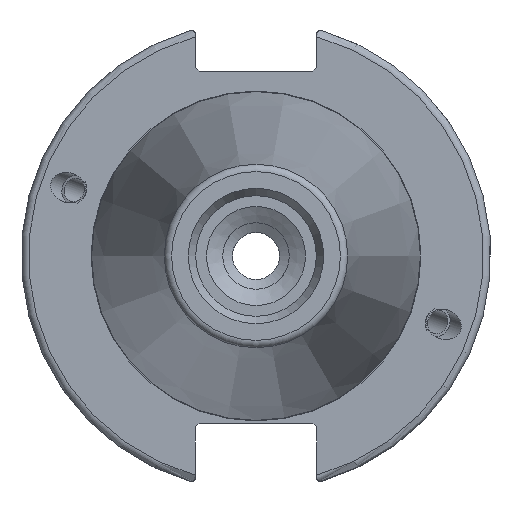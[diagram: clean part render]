
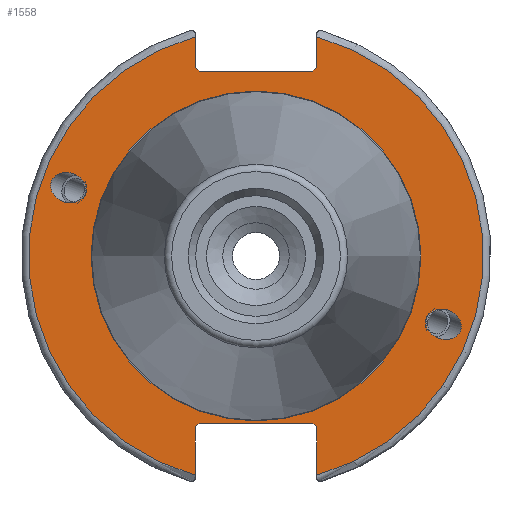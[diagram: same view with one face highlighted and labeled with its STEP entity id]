
A CAD part, left-side view. The second image highlights one B-rep face of the part: STEP entity #1558.
In plain terms, the highlighted planar face has unit normal (-1, 0, 0).
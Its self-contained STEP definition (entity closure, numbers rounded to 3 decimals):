
#39=ELLIPSE('',#1689,2.442,2.);
#48=ELLIPSE('',#1732,2.442,2.);
#144=LINE('',#2833,#238);
#145=LINE('',#2835,#239);
#146=LINE('',#2837,#240);
#147=LINE('',#2839,#241);
#148=LINE('',#2841,#242);
#149=LINE('',#2845,#243);
#150=LINE('',#2847,#244);
#151=LINE('',#2849,#245);
#152=LINE('',#2851,#246);
#153=LINE('',#2852,#247);
#238=VECTOR('',#2085,10.);
#239=VECTOR('',#2086,10.);
#240=VECTOR('',#2087,10.);
#241=VECTOR('',#2088,10.);
#242=VECTOR('',#2089,10.);
#243=VECTOR('',#2092,10.);
#244=VECTOR('',#2093,10.);
#245=VECTOR('',#2094,10.);
#246=VECTOR('',#2095,10.);
#247=VECTOR('',#2096,10.);
#323=FACE_BOUND('',#504,.T.);
#324=FACE_BOUND('',#505,.T.);
#325=FACE_BOUND('',#506,.T.);
#339=PLANE('',#1738);
#406=FACE_OUTER_BOUND('',#503,.T.);
#503=EDGE_LOOP('',(#1267,#1268,#1269,#1270,#1271,#1272,#1273,#1274,#1275,
#1276,#1277,#1278));
#504=EDGE_LOOP('',(#1279));
#505=EDGE_LOOP('',(#1280));
#506=EDGE_LOOP('',(#1281));
#604=CIRCLE('',#1736,22.3);
#606=CIRCLE('',#1739,30.75);
#607=CIRCLE('',#1740,30.75);
#692=VERTEX_POINT('',#2634);
#732=VERTEX_POINT('',#2817);
#735=VERTEX_POINT('',#2824);
#736=VERTEX_POINT('',#2829);
#737=VERTEX_POINT('',#2830);
#738=VERTEX_POINT('',#2832);
#739=VERTEX_POINT('',#2834);
#740=VERTEX_POINT('',#2836);
#741=VERTEX_POINT('',#2838);
#742=VERTEX_POINT('',#2840);
#743=VERTEX_POINT('',#2842);
#744=VERTEX_POINT('',#2844);
#745=VERTEX_POINT('',#2846);
#746=VERTEX_POINT('',#2848);
#747=VERTEX_POINT('',#2850);
#871=EDGE_CURVE('',#692,#692,#39,.T.);
#927=EDGE_CURVE('',#732,#732,#48,.T.);
#930=EDGE_CURVE('',#735,#735,#604,.T.);
#932=EDGE_CURVE('',#736,#737,#606,.T.);
#933=EDGE_CURVE('',#736,#738,#144,.T.);
#934=EDGE_CURVE('',#739,#738,#145,.T.);
#935=EDGE_CURVE('',#739,#740,#146,.T.);
#936=EDGE_CURVE('',#741,#740,#147,.T.);
#937=EDGE_CURVE('',#741,#742,#148,.T.);
#938=EDGE_CURVE('',#743,#742,#607,.T.);
#939=EDGE_CURVE('',#743,#744,#149,.T.);
#940=EDGE_CURVE('',#745,#744,#150,.T.);
#941=EDGE_CURVE('',#745,#746,#151,.T.);
#942=EDGE_CURVE('',#747,#746,#152,.T.);
#943=EDGE_CURVE('',#747,#737,#153,.T.);
#1267=ORIENTED_EDGE('',*,*,#932,.F.);
#1268=ORIENTED_EDGE('',*,*,#933,.T.);
#1269=ORIENTED_EDGE('',*,*,#934,.F.);
#1270=ORIENTED_EDGE('',*,*,#935,.T.);
#1271=ORIENTED_EDGE('',*,*,#936,.F.);
#1272=ORIENTED_EDGE('',*,*,#937,.T.);
#1273=ORIENTED_EDGE('',*,*,#938,.F.);
#1274=ORIENTED_EDGE('',*,*,#939,.T.);
#1275=ORIENTED_EDGE('',*,*,#940,.F.);
#1276=ORIENTED_EDGE('',*,*,#941,.T.);
#1277=ORIENTED_EDGE('',*,*,#942,.F.);
#1278=ORIENTED_EDGE('',*,*,#943,.T.);
#1279=ORIENTED_EDGE('',*,*,#871,.T.);
#1280=ORIENTED_EDGE('',*,*,#927,.T.);
#1281=ORIENTED_EDGE('',*,*,#930,.F.);
#1558=ADVANCED_FACE('',(#406,#323,#324,#325),#339,.T.);
#1689=AXIS2_PLACEMENT_3D('',#2636,#1966,#1967);
#1732=AXIS2_PLACEMENT_3D('',#2819,#2069,#2070);
#1736=AXIS2_PLACEMENT_3D('',#2826,#2077,#2078);
#1738=AXIS2_PLACEMENT_3D('',#2828,#2081,#2082);
#1739=AXIS2_PLACEMENT_3D('',#2831,#2083,#2084);
#1740=AXIS2_PLACEMENT_3D('',#2843,#2090,#2091);
#1966=DIRECTION('center_axis',(1.,0.,0.));
#1967=DIRECTION('ref_axis',(0.,-0.94,-0.342));
#2069=DIRECTION('center_axis',(1.,0.,0.));
#2070=DIRECTION('ref_axis',(0.,0.94,0.342));
#2077=DIRECTION('center_axis',(-1.,0.,0.));
#2078=DIRECTION('ref_axis',(0.,-1.,0.));
#2081=DIRECTION('center_axis',(-1.,0.,0.));
#2082=DIRECTION('ref_axis',(0.,0.,1.));
#2083=DIRECTION('center_axis',(1.,0.,0.));
#2084=DIRECTION('ref_axis',(0.,-1.,0.));
#2085=DIRECTION('',(0.,0.,-1.));
#2086=DIRECTION('',(0.,-0.707,0.707));
#2087=DIRECTION('',(0.,1.,0.));
#2088=DIRECTION('',(0.,-0.707,-0.707));
#2089=DIRECTION('',(0.,0.,1.));
#2090=DIRECTION('center_axis',(1.,0.,0.));
#2091=DIRECTION('ref_axis',(0.,1.,0.));
#2092=DIRECTION('',(0.,0.,1.));
#2093=DIRECTION('',(0.,0.707,-0.707));
#2094=DIRECTION('',(0.,-1.,0.));
#2095=DIRECTION('',(0.,0.707,0.707));
#2096=DIRECTION('',(0.,0.,-1.));
#2634=CARTESIAN_POINT('',(3.175,-23.077,-8.399));
#2636=CARTESIAN_POINT('Origin',(3.175,-25.372,-9.235));
#2817=CARTESIAN_POINT('',(3.175,23.077,8.399));
#2819=CARTESIAN_POINT('Origin',(3.175,25.372,9.235));
#2824=CARTESIAN_POINT('',(3.175,0.,22.3));
#2826=CARTESIAN_POINT('Origin',(3.175,0.,0.));
#2828=CARTESIAN_POINT('Origin',(3.175,31.75,0.));
#2829=CARTESIAN_POINT('',(3.175,-8.19,29.639));
#2830=CARTESIAN_POINT('',(3.175,-8.19,-29.639));
#2831=CARTESIAN_POINT('Origin',(3.175,0.,0.));
#2832=CARTESIAN_POINT('',(3.175,-8.19,25.5));
#2833=CARTESIAN_POINT('',(3.175,-8.19,12.5));
#2834=CARTESIAN_POINT('',(3.175,-7.69,25.));
#2835=CARTESIAN_POINT('',(3.175,8.295,9.015));
#2836=CARTESIAN_POINT('',(3.175,7.69,25.));
#2837=CARTESIAN_POINT('',(3.175,15.875,25.));
#2838=CARTESIAN_POINT('',(3.175,8.19,25.5));
#2839=CARTESIAN_POINT('',(3.175,7.58,24.89));
#2840=CARTESIAN_POINT('',(3.175,8.19,29.639));
#2841=CARTESIAN_POINT('',(3.175,8.19,12.5));
#2842=CARTESIAN_POINT('',(3.175,8.19,-29.639));
#2843=CARTESIAN_POINT('Origin',(3.175,0.,0.));
#2844=CARTESIAN_POINT('',(3.175,8.19,-23.1));
#2845=CARTESIAN_POINT('',(3.175,8.19,-11.3));
#2846=CARTESIAN_POINT('',(3.175,7.69,-22.6));
#2847=CARTESIAN_POINT('',(3.175,8.18,-23.09));
#2848=CARTESIAN_POINT('',(3.175,-7.69,-22.6));
#2849=CARTESIAN_POINT('',(3.175,15.875,-22.6));
#2850=CARTESIAN_POINT('',(3.175,-8.19,-23.1));
#2851=CARTESIAN_POINT('',(3.175,7.695,-7.215));
#2852=CARTESIAN_POINT('',(3.175,-8.19,-11.3));
